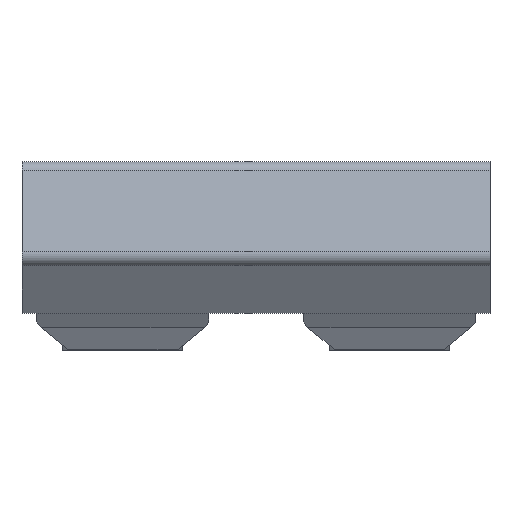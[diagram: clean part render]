
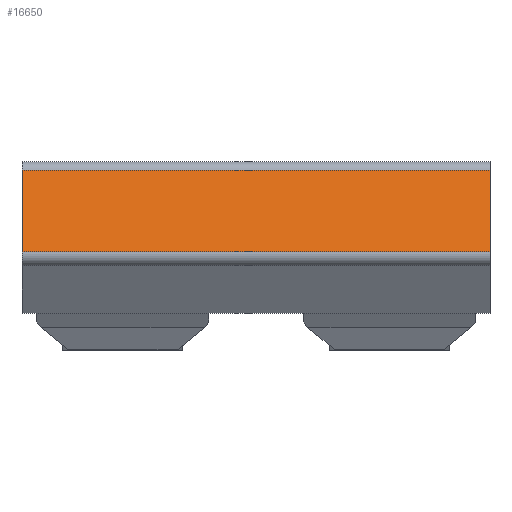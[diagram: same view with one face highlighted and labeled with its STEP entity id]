
A CAD part, front view. The second image highlights one B-rep face of the part: STEP entity #16650.
In plain terms, the highlighted face is planar.
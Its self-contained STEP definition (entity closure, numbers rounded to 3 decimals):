
#14710=CARTESIAN_POINT('',(26.449,-2.05,
34.442));
#14720=VERTEX_POINT('',#14710);
#14750=CARTESIAN_POINT('',(26.449,-2.05,0.));
#14760=DIRECTION('',(0.,0.,1.));
#14770=VECTOR('',#14760,1.);
#14780=LINE('',#14750,#14770);
#14790=CARTESIAN_POINT('',(26.449,-2.05,
37.042));
#14800=VERTEX_POINT('',#14790);
#14810=EDGE_CURVE('',#14720,#14800,#14780,.T.);
#16140=CARTESIAN_POINT('',(12.049,-2.05,
37.042));
#16150=VERTEX_POINT('',#16140);
#16180=CARTESIAN_POINT('',(12.049,-2.05,0.));
#16190=DIRECTION('',(0.,0.,1.));
#16200=VECTOR('',#16190,1.);
#16210=LINE('',#16180,#16200);
#16220=CARTESIAN_POINT('',(12.049,-2.05,
34.442));
#16230=VERTEX_POINT('',#16220);
#16240=EDGE_CURVE('',#16230,#16150,#16210,.T.);
#16440=CARTESIAN_POINT('',(26.449,-2.05,
35.742));
#16450=DIRECTION('',(0.,-1.,0.));
#16460=DIRECTION('',(1.,0.,0.));
#16470=AXIS2_PLACEMENT_3D('',#16440,#16450,#16460);
#16480=PLANE('',#16470);
#16490=CARTESIAN_POINT('',(0.,-2.05,34.442));
#16500=DIRECTION('',(-1.,0.,0.));
#16510=VECTOR('',#16500,1.);
#16520=LINE('',#16490,#16510);
#16530=EDGE_CURVE('',#14720,#16230,#16520,.T.);
#16540=ORIENTED_EDGE('',*,*,#16530,.F.);
#16550=ORIENTED_EDGE('',*,*,#16240,.F.);
#16560=CARTESIAN_POINT('',(0.,-2.05,37.042));
#16570=DIRECTION('',(-1.,0.,0.));
#16580=VECTOR('',#16570,1.);
#16590=LINE('',#16560,#16580);
#16600=EDGE_CURVE('',#14800,#16150,#16590,.T.);
#16610=ORIENTED_EDGE('',*,*,#16600,.T.);
#16620=ORIENTED_EDGE('',*,*,#14810,.T.);
#16630=EDGE_LOOP('',(#16620,#16610,#16550,#16540));
#16640=FACE_OUTER_BOUND('',#16630,.T.);
#16650=ADVANCED_FACE('',(#16640),#16480,.T.);
